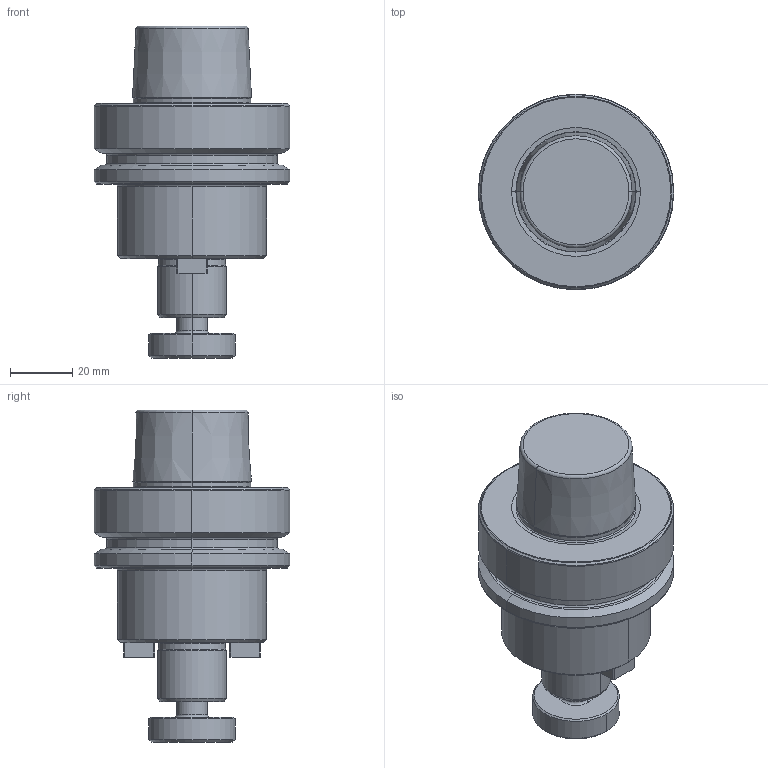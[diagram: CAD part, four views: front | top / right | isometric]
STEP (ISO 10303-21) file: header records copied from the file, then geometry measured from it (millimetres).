
FILE_DESCRIPTION (( 'STEP AP203' ), '1' );
FILE_NAME ('HSK-63F FMH-K22 050 2.5G 25000 SL SP.STEP', '2019-05-29T09:07:55', ( '' ), ( '' ), 'SwSTEP 2.0', 'SolidWorks 2014', '' );
FILE_SCHEMA (( 'CONFIG_CONTROL_DESIGN' ));
Length unit declared in the file: millimetre
Products named in the file (1): HSK-63F FMH-K22 050 2.5G 25000 SL SP
Bounding box: 63 x 63 x 106.9 mm (x, y, z)
Volume: 161215 mm3; surface area: 25703 mm2
Topology: 2 solids, 2 shells, 104 faces, 230 edges, 136 vertices
Faces by surface type: plane 38, cone 26, torus 22, cylinder 18
Entity records: 2923 total; most frequent: DIRECTION 550, CARTESIAN_POINT 471, ORIENTED_EDGE 460, EDGE_CURVE 230, AXIS2_PLACEMENT_3D 215, VERTEX_POINT 136, LINE 120, VECTOR 120
